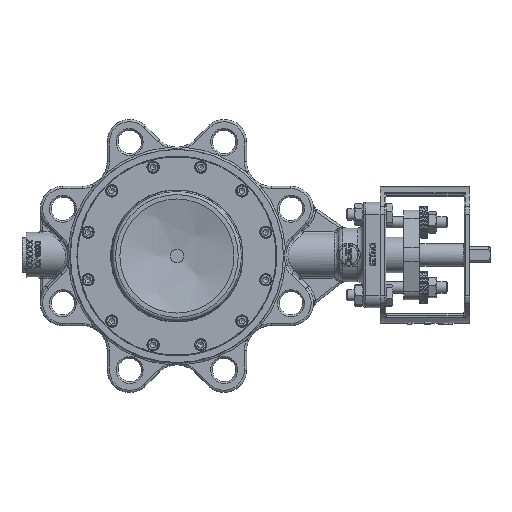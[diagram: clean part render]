
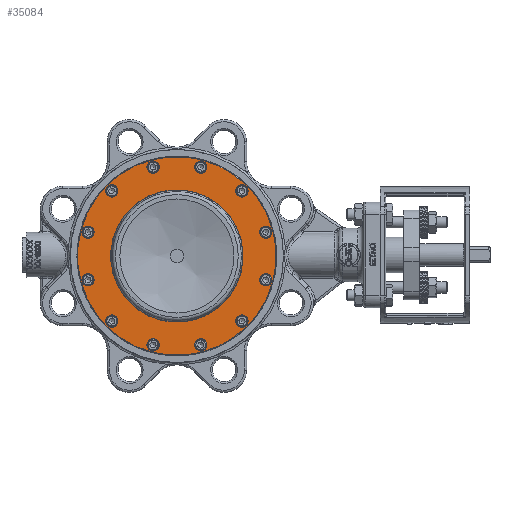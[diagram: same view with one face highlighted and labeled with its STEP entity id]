
A CAD part, front view. The second image highlights one B-rep face of the part: STEP entity #35084.
In plain terms, the highlighted planar face has unit normal (0, -1, 0).
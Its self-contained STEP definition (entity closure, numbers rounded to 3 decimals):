
#6505=PLANE('',#38114);
#7359=FACE_BOUND('',#11491,.T.);
#7360=FACE_BOUND('',#11492,.T.);
#7361=FACE_BOUND('',#11493,.T.);
#7362=FACE_BOUND('',#11494,.T.);
#7363=FACE_BOUND('',#11495,.T.);
#7364=FACE_BOUND('',#11496,.T.);
#7365=FACE_BOUND('',#11497,.T.);
#7366=FACE_BOUND('',#11498,.T.);
#7367=FACE_BOUND('',#11499,.T.);
#7368=FACE_BOUND('',#11500,.T.);
#7369=FACE_BOUND('',#11501,.T.);
#7370=FACE_BOUND('',#11502,.T.);
#7371=FACE_BOUND('',#11503,.T.);
#8953=FACE_OUTER_BOUND('',#11490,.T.);
#11490=EDGE_LOOP('',(#27835));
#11491=EDGE_LOOP('',(#27836));
#11492=EDGE_LOOP('',(#27837));
#11493=EDGE_LOOP('',(#27838));
#11494=EDGE_LOOP('',(#27839));
#11495=EDGE_LOOP('',(#27840));
#11496=EDGE_LOOP('',(#27841));
#11497=EDGE_LOOP('',(#27842));
#11498=EDGE_LOOP('',(#27843));
#11499=EDGE_LOOP('',(#27844));
#11500=EDGE_LOOP('',(#27845));
#11501=EDGE_LOOP('',(#27846));
#11502=EDGE_LOOP('',(#27847));
#11503=EDGE_LOOP('',(#27848));
#13504=CIRCLE('',#38051,5.5);
#13506=CIRCLE('',#38055,5.5);
#13509=CIRCLE('',#38060,5.5);
#13510=CIRCLE('',#38062,5.5);
#13513=CIRCLE('',#38067,5.5);
#13515=CIRCLE('',#38071,5.5);
#13518=CIRCLE('',#38076,5.5);
#13520=CIRCLE('',#38080,5.5);
#13523=CIRCLE('',#38085,5.5);
#13525=CIRCLE('',#38089,5.5);
#13527=CIRCLE('',#38093,5.5);
#13530=CIRCLE('',#38098,5.5);
#13536=CIRCLE('',#38110,88.5);
#13539=CIRCLE('',#38115,59.);
#16082=VERTEX_POINT('',#62810);
#16084=VERTEX_POINT('',#62816);
#16087=VERTEX_POINT('',#62824);
#16088=VERTEX_POINT('',#62827);
#16091=VERTEX_POINT('',#62835);
#16093=VERTEX_POINT('',#62841);
#16096=VERTEX_POINT('',#62849);
#16098=VERTEX_POINT('',#62855);
#16101=VERTEX_POINT('',#62863);
#16103=VERTEX_POINT('',#62869);
#16105=VERTEX_POINT('',#62875);
#16108=VERTEX_POINT('',#62883);
#16114=VERTEX_POINT('',#62901);
#16117=VERTEX_POINT('',#62909);
#20196=EDGE_CURVE('',#16082,#16082,#13504,.T.);
#20198=EDGE_CURVE('',#16084,#16084,#13506,.T.);
#20201=EDGE_CURVE('',#16087,#16087,#13509,.T.);
#20202=EDGE_CURVE('',#16088,#16088,#13510,.T.);
#20205=EDGE_CURVE('',#16091,#16091,#13513,.T.);
#20207=EDGE_CURVE('',#16093,#16093,#13515,.T.);
#20210=EDGE_CURVE('',#16096,#16096,#13518,.T.);
#20212=EDGE_CURVE('',#16098,#16098,#13520,.T.);
#20215=EDGE_CURVE('',#16101,#16101,#13523,.T.);
#20217=EDGE_CURVE('',#16103,#16103,#13525,.T.);
#20219=EDGE_CURVE('',#16105,#16105,#13527,.T.);
#20222=EDGE_CURVE('',#16108,#16108,#13530,.T.);
#20228=EDGE_CURVE('',#16114,#16114,#13536,.T.);
#20231=EDGE_CURVE('',#16117,#16117,#13539,.T.);
#27835=ORIENTED_EDGE('',*,*,#20228,.F.);
#27836=ORIENTED_EDGE('',*,*,#20196,.T.);
#27837=ORIENTED_EDGE('',*,*,#20198,.T.);
#27838=ORIENTED_EDGE('',*,*,#20201,.T.);
#27839=ORIENTED_EDGE('',*,*,#20202,.T.);
#27840=ORIENTED_EDGE('',*,*,#20205,.T.);
#27841=ORIENTED_EDGE('',*,*,#20207,.T.);
#27842=ORIENTED_EDGE('',*,*,#20210,.T.);
#27843=ORIENTED_EDGE('',*,*,#20212,.T.);
#27844=ORIENTED_EDGE('',*,*,#20215,.T.);
#27845=ORIENTED_EDGE('',*,*,#20217,.T.);
#27846=ORIENTED_EDGE('',*,*,#20219,.T.);
#27847=ORIENTED_EDGE('',*,*,#20222,.T.);
#27848=ORIENTED_EDGE('',*,*,#20231,.T.);
#35084=ADVANCED_FACE('',(#8953,#7359,#7360,#7361,#7362,#7363,#7364,#7365,
#7366,#7367,#7368,#7369,#7370,#7371),#6505,.T.);
#38051=AXIS2_PLACEMENT_3D('',#62811,#44687,#44688);
#38055=AXIS2_PLACEMENT_3D('',#62817,#44695,#44696);
#38060=AXIS2_PLACEMENT_3D('',#62825,#44705,#44706);
#38062=AXIS2_PLACEMENT_3D('',#62828,#44709,#44710);
#38067=AXIS2_PLACEMENT_3D('',#62836,#44719,#44720);
#38071=AXIS2_PLACEMENT_3D('',#62842,#44727,#44728);
#38076=AXIS2_PLACEMENT_3D('',#62850,#44737,#44738);
#38080=AXIS2_PLACEMENT_3D('',#62856,#44745,#44746);
#38085=AXIS2_PLACEMENT_3D('',#62864,#44755,#44756);
#38089=AXIS2_PLACEMENT_3D('',#62870,#44763,#44764);
#38093=AXIS2_PLACEMENT_3D('',#62876,#44771,#44772);
#38098=AXIS2_PLACEMENT_3D('',#62884,#44781,#44782);
#38110=AXIS2_PLACEMENT_3D('',#62902,#44805,#44806);
#38114=AXIS2_PLACEMENT_3D('',#62908,#44813,#44814);
#38115=AXIS2_PLACEMENT_3D('',#62910,#44815,#44816);
#44687=DIRECTION('center_axis',(0.,1.,0.));
#44688=DIRECTION('ref_axis',(0.966,0.,0.259));
#44695=DIRECTION('center_axis',(0.,1.,0.));
#44696=DIRECTION('ref_axis',(0.707,0.,0.707));
#44705=DIRECTION('center_axis',(0.,1.,0.));
#44706=DIRECTION('ref_axis',(0.259,0.,0.966));
#44709=DIRECTION('center_axis',(0.,1.,0.));
#44710=DIRECTION('ref_axis',(-0.259,0.,0.966));
#44719=DIRECTION('center_axis',(0.,1.,0.));
#44720=DIRECTION('ref_axis',(-0.707,0.,0.707));
#44727=DIRECTION('center_axis',(0.,1.,0.));
#44728=DIRECTION('ref_axis',(-0.966,0.,0.259));
#44737=DIRECTION('center_axis',(0.,1.,0.));
#44738=DIRECTION('ref_axis',(-0.966,0.,-0.259));
#44745=DIRECTION('center_axis',(0.,1.,0.));
#44746=DIRECTION('ref_axis',(-0.707,0.,-0.707));
#44755=DIRECTION('center_axis',(0.,1.,0.));
#44756=DIRECTION('ref_axis',(-0.259,0.,-0.966));
#44763=DIRECTION('center_axis',(0.,1.,0.));
#44764=DIRECTION('ref_axis',(0.259,0.,-0.966));
#44771=DIRECTION('center_axis',(0.,1.,0.));
#44772=DIRECTION('ref_axis',(0.966,0.,-0.259));
#44781=DIRECTION('center_axis',(0.,1.,0.));
#44782=DIRECTION('ref_axis',(0.707,0.,-0.707));
#44805=DIRECTION('center_axis',(0.,1.,0.));
#44806=DIRECTION('ref_axis',(0.707,0.,-0.707));
#44813=DIRECTION('center_axis',(0.,-1.,0.));
#44814=DIRECTION('ref_axis',(-0.707,0.,-0.707));
#44815=DIRECTION('center_axis',(0.,1.,0.));
#44816=DIRECTION('ref_axis',(-0.707,0.,0.707));
#62810=CARTESIAN_POINT('',(-15.911,-32.55,80.629));
#62811=CARTESIAN_POINT('Origin',(-21.223,-32.55,79.206));
#62816=CARTESIAN_POINT('',(-54.094,-32.55,61.872));
#62817=CARTESIAN_POINT('Origin',(-57.983,-32.55,57.983));
#62824=CARTESIAN_POINT('',(-77.782,-32.55,26.536));
#62825=CARTESIAN_POINT('Origin',(-79.206,-32.55,21.223));
#62827=CARTESIAN_POINT('',(-80.629,-32.55,-15.911));
#62828=CARTESIAN_POINT('Origin',(-79.206,-32.55,-21.223));
#62835=CARTESIAN_POINT('',(-61.872,-32.55,-54.094));
#62836=CARTESIAN_POINT('Origin',(-57.983,-32.55,-57.983));
#62841=CARTESIAN_POINT('',(-26.536,-32.55,-77.782));
#62842=CARTESIAN_POINT('Origin',(-21.223,-32.55,-79.206));
#62849=CARTESIAN_POINT('',(15.911,-32.55,-80.629));
#62850=CARTESIAN_POINT('Origin',(21.223,-32.55,-79.206));
#62855=CARTESIAN_POINT('',(54.094,-32.55,-61.872));
#62856=CARTESIAN_POINT('Origin',(57.983,-32.55,-57.983));
#62863=CARTESIAN_POINT('',(77.782,-32.55,-26.536));
#62864=CARTESIAN_POINT('Origin',(79.206,-32.55,-21.223));
#62869=CARTESIAN_POINT('',(80.629,-32.55,15.911));
#62870=CARTESIAN_POINT('Origin',(79.206,-32.55,21.223));
#62875=CARTESIAN_POINT('',(26.536,-32.55,77.782));
#62876=CARTESIAN_POINT('Origin',(21.223,-32.55,79.206));
#62883=CARTESIAN_POINT('',(61.872,-32.55,54.094));
#62884=CARTESIAN_POINT('Origin',(57.983,-32.55,57.983));
#62901=CARTESIAN_POINT('',(-62.579,-32.55,62.579));
#62902=CARTESIAN_POINT('Origin',(0.,-32.55,0.));
#62908=CARTESIAN_POINT('Origin',(-51.53,-32.55,51.53));
#62909=CARTESIAN_POINT('',(-41.719,-32.55,41.719));
#62910=CARTESIAN_POINT('Origin',(0.,-32.55,0.));
